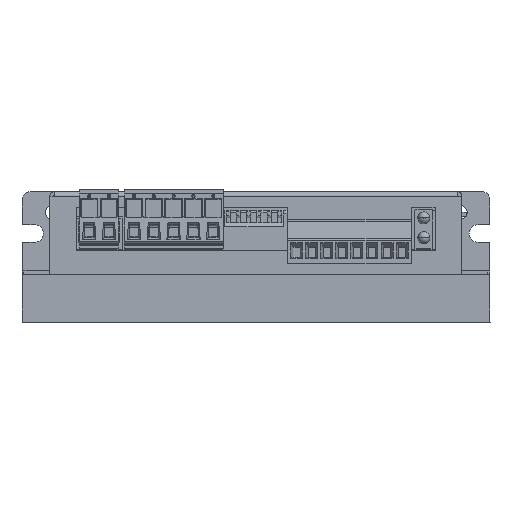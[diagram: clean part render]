
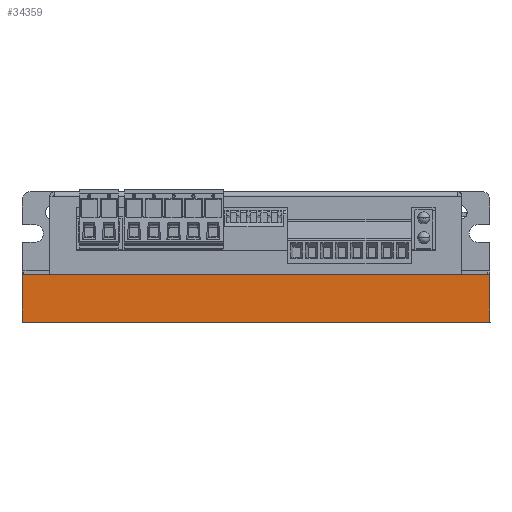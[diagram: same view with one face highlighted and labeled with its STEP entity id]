
A CAD part, top view. The second image highlights one B-rep face of the part: STEP entity #34359.
In plain terms, the highlighted planar face has unit normal (0, 0, 1).
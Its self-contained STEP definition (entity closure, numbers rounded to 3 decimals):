
#9558=DIRECTION('',(-1.,0.,0.));
#9559=VECTOR('',#9558,104.);
#9560=CARTESIAN_POINT('',(51.925,3.5,37.75));
#9561=LINE('',#9560,#9559);
#9562=DIRECTION('',(-1.,0.,0.));
#9563=VECTOR('',#9562,7.075);
#9564=CARTESIAN_POINT('',(59.,3.5,37.75));
#9565=LINE('',#9564,#9563);
#9566=DIRECTION('',(0.,1.,0.));
#9567=VECTOR('',#9566,12.);
#9568=CARTESIAN_POINT('',(59.,-8.5,37.75));
#9569=LINE('',#9568,#9567);
#9570=DIRECTION('',(0.,-1.,0.));
#9571=VECTOR('',#9570,12.);
#9572=CARTESIAN_POINT('',(-59.,3.5,37.75));
#9573=LINE('',#9572,#9571);
#9574=DIRECTION('',(-1.,0.,0.));
#9575=VECTOR('',#9574,6.925);
#9576=CARTESIAN_POINT('',(-52.075,3.5,37.75));
#9577=LINE('',#9576,#9575);
#10880=DIRECTION('',(-1.,0.,0.));
#10881=VECTOR('',#10880,118.);
#10882=CARTESIAN_POINT('',(59.,-8.5,37.75));
#10883=LINE('',#10882,#10881);
#14252=CARTESIAN_POINT('',(-59.,3.5,37.75));
#14253=CARTESIAN_POINT('',(-59.,-8.5,37.75));
#14254=VERTEX_POINT('',#14252);
#14255=VERTEX_POINT('',#14253);
#14566=CARTESIAN_POINT('',(59.,-8.5,37.75));
#14567=VERTEX_POINT('',#14566);
#14568=CARTESIAN_POINT('',(59.,3.5,37.75));
#14569=VERTEX_POINT('',#14568);
#17406=CARTESIAN_POINT('',(51.925,3.5,37.75));
#17408=VERTEX_POINT('',#17406);
#17412=CARTESIAN_POINT('',(-52.075,3.5,37.75));
#17413=VERTEX_POINT('',#17412);
#34344=CARTESIAN_POINT('',(0.,-2.5,37.75));
#34345=DIRECTION('',(0.,0.,1.));
#34346=DIRECTION('',(1.,0.,0.));
#34347=AXIS2_PLACEMENT_3D('',#34344,#34345,#34346);
#34348=PLANE('',#34347);
#34349=ORIENTED_EDGE('',*,*,#34329,.F.);
#34350=ORIENTED_EDGE('',*,*,#23216,.F.);
#34352=ORIENTED_EDGE('',*,*,#34351,.F.);
#34354=ORIENTED_EDGE('',*,*,#34353,.T.);
#34355=ORIENTED_EDGE('',*,*,#23623,.F.);
#34356=ORIENTED_EDGE('',*,*,#23196,.F.);
#34357=EDGE_LOOP('',(#34349,#34350,#34352,#34354,#34355,#34356));
#34358=FACE_OUTER_BOUND('',#34357,.F.);
#34359=ADVANCED_FACE('',(#34358),#34348,.T.);
#23196=EDGE_CURVE('',#17413,#14254,#9577,.T.);
#23216=EDGE_CURVE('',#14569,#17408,#9565,.T.);
#23623=EDGE_CURVE('',#14254,#14255,#9573,.T.);
#34329=EDGE_CURVE('',#17408,#17413,#9561,.T.);
#34351=EDGE_CURVE('',#14567,#14569,#9569,.T.);
#34353=EDGE_CURVE('',#14567,#14255,#10883,.T.);
